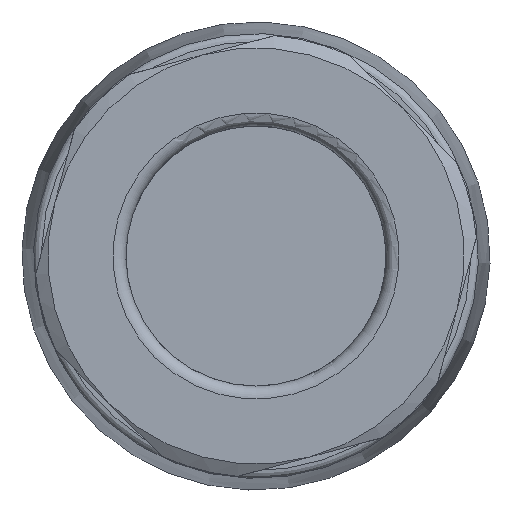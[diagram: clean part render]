
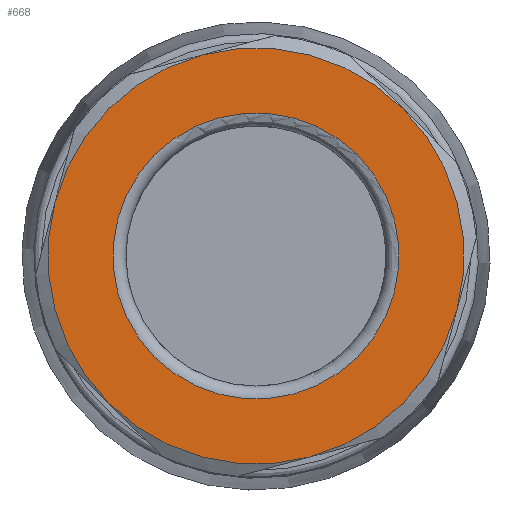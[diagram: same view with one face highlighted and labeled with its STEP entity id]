
A CAD part, front view. The second image highlights one B-rep face of the part: STEP entity #668.
In plain terms, the highlighted planar face has unit normal (0, -1, 0).
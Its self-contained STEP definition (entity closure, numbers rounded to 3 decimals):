
#284=FACE_BOUND('',#1075,.T.);
#285=FACE_BOUND('',#1076,.T.);
#441=CIRCLE('',#3176,8.);
#442=CIRCLE('',#3178,8.);
#444=CIRCLE('',#3182,8.);
#446=CIRCLE('',#3186,8.);
#448=CIRCLE('',#3190,8.);
#450=CIRCLE('',#3194,8.);
#451=CIRCLE('',#3196,5.5);
#668=ADVANCED_FACE('',(#284,#285),#762,.T.);
#762=PLANE('',#3197);
#1075=EDGE_LOOP('',(#1811));
#1076=EDGE_LOOP('',(#1812,#1813,#1814,#1815,#1816,#1817));
#1811=ORIENTED_EDGE('',*,*,#2529,.T.);
#1812=ORIENTED_EDGE('',*,*,#2500,.T.);
#1813=ORIENTED_EDGE('',*,*,#2502,.T.);
#1814=ORIENTED_EDGE('',*,*,#2510,.T.);
#1815=ORIENTED_EDGE('',*,*,#2514,.T.);
#1816=ORIENTED_EDGE('',*,*,#2520,.T.);
#1817=ORIENTED_EDGE('',*,*,#2526,.T.);
#2127=VERTEX_POINT('',#5633);
#2128=VERTEX_POINT('',#5635);
#2129=VERTEX_POINT('',#5642);
#2132=VERTEX_POINT('',#5666);
#2135=VERTEX_POINT('',#5676);
#2138=VERTEX_POINT('',#5693);
#2141=VERTEX_POINT('',#5720);
#2500=EDGE_CURVE('',#2128,#2127,#441,.T.);
#2502=EDGE_CURVE('',#2127,#2129,#442,.T.);
#2510=EDGE_CURVE('',#2129,#2132,#444,.T.);
#2514=EDGE_CURVE('',#2132,#2135,#446,.T.);
#2520=EDGE_CURVE('',#2135,#2138,#448,.T.);
#2526=EDGE_CURVE('',#2138,#2128,#450,.T.);
#2529=EDGE_CURVE('',#2141,#2141,#451,.T.);
#3176=AXIS2_PLACEMENT_3D('',#5634,#3895,#3896);
#3178=AXIS2_PLACEMENT_3D('',#5641,#3899,#3900);
#3182=AXIS2_PLACEMENT_3D('',#5667,#3909,#3910);
#3186=AXIS2_PLACEMENT_3D('',#5675,#3919,#3920);
#3190=AXIS2_PLACEMENT_3D('',#5692,#3929,#3930);
#3194=AXIS2_PLACEMENT_3D('',#5709,#3939,#3940);
#3196=AXIS2_PLACEMENT_3D('',#5719,#3943,#3944);
#3197=AXIS2_PLACEMENT_3D('',#5721,#3945,#3946);
#3895=DIRECTION('',(0.,-1.,0.));
#3896=DIRECTION('',(0.707,0.,-0.707));
#3899=DIRECTION('',(0.,-1.,0.));
#3900=DIRECTION('',(0.707,0.,-0.707));
#3909=DIRECTION('',(0.,-1.,0.));
#3910=DIRECTION('',(0.707,0.,-0.707));
#3919=DIRECTION('',(0.,-1.,0.));
#3920=DIRECTION('',(0.707,0.,-0.707));
#3929=DIRECTION('',(0.,-1.,0.));
#3930=DIRECTION('',(0.707,0.,-0.707));
#3939=DIRECTION('',(0.,-1.,0.));
#3940=DIRECTION('',(0.707,0.,-0.707));
#3943=DIRECTION('',(0.,1.,0.));
#3944=DIRECTION('',(0.707,0.,-0.707));
#3945=DIRECTION('',(0.,-1.,0.));
#3946=DIRECTION('',(0.707,0.,-0.707));
#5633=CARTESIAN_POINT('',(27.641,-76.,5.657));
#5634=CARTESIAN_POINT('',(21.985,-76.,0.));
#5635=CARTESIAN_POINT('',(29.712,-76.,-2.071));
#5641=CARTESIAN_POINT('',(21.985,-76.,0.));
#5642=CARTESIAN_POINT('',(19.914,-76.,7.727));
#5666=CARTESIAN_POINT('',(14.257,-76.,2.071));
#5667=CARTESIAN_POINT('',(21.985,-76.,0.));
#5675=CARTESIAN_POINT('',(21.985,-76.,0.));
#5676=CARTESIAN_POINT('',(16.328,-76.,-5.657));
#5692=CARTESIAN_POINT('',(21.985,-76.,0.));
#5693=CARTESIAN_POINT('',(24.055,-76.,-7.727));
#5709=CARTESIAN_POINT('',(21.985,-76.,0.));
#5719=CARTESIAN_POINT('',(21.985,-76.,0.));
#5720=CARTESIAN_POINT('',(25.874,-76.,-3.889));
#5721=CARTESIAN_POINT('',(15.974,-76.,6.01));
